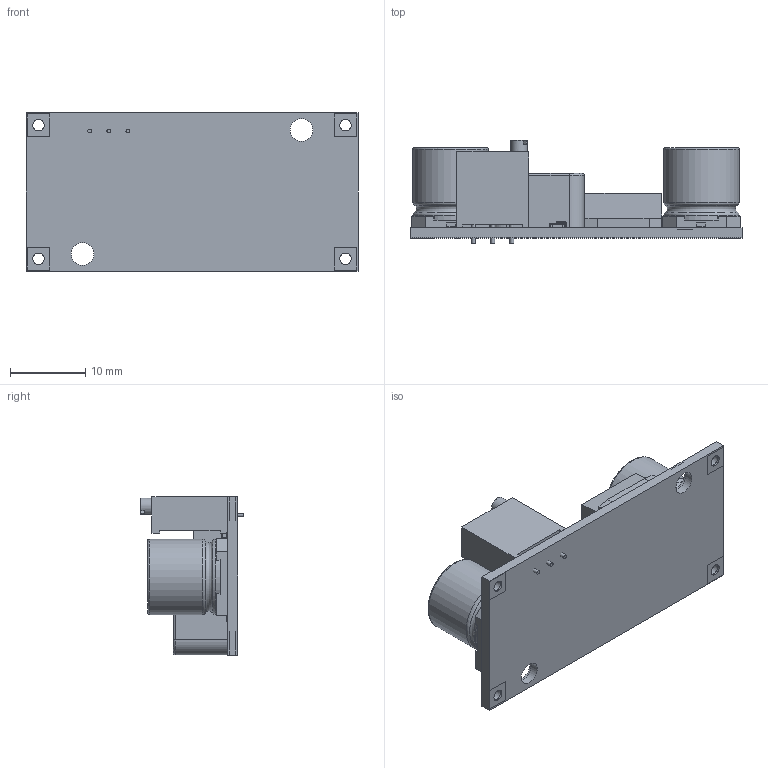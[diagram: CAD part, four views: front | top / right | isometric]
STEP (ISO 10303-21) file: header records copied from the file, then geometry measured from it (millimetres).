
FILE_DESCRIPTION(('HOOPS Exchange Step'),'2;1');
FILE_NAME('2fd0860b9035f4d92f7daa703ccdc60f20210413-1-9npor.SLDPRT.step','2021-04-13T09:52:03+00:00',('root'),('Unknown organisation'),'HOOPS Exchange 2021.0','HOOPS Exchange','Unknown authorisation');
FILE_SCHEMA( ('AUTOMOTIVE_DESIGN { 1 0 10303 214 1 1 1 1 }') );
Length unit declared in the file: millimetre
Products named in the file (2): Default; 2fd0860b9035f4d92f7daa703ccdc60f20210413-1-9npor
Assembly tree (1 placements, depth 2):
  2fd0860b9035f4d92f7daa703ccdc60f20210413-1-9npor
    Default
Bounding box: 44 x 13.65 x 21 mm (x, y, z)
Volume: 4877.3 mm3; surface area: 5397.6 mm2
Topology: 40 solids, 40 shells, 643 faces, 1550 edges, 954 vertices
Faces by surface type: plane 389, cylinder 176, bspline 62, cone 12, torus 4
Full cylindrical faces by diameter (mm): 0.25 x16, 0.51 x3, 1 x1, 1.02 x1, 1.5 x12, 2.19 x1, 3 x4, 10 x4
Entity records: 19493 total; most frequent: CARTESIAN_POINT 4454, DIRECTION 3052, ORIENTED_EDGE 3004, EDGE_CURVE 1502, VECTOR 1060, LINE 1060, AXIS2_PLACEMENT_3D 996, VERTEX_POINT 954
